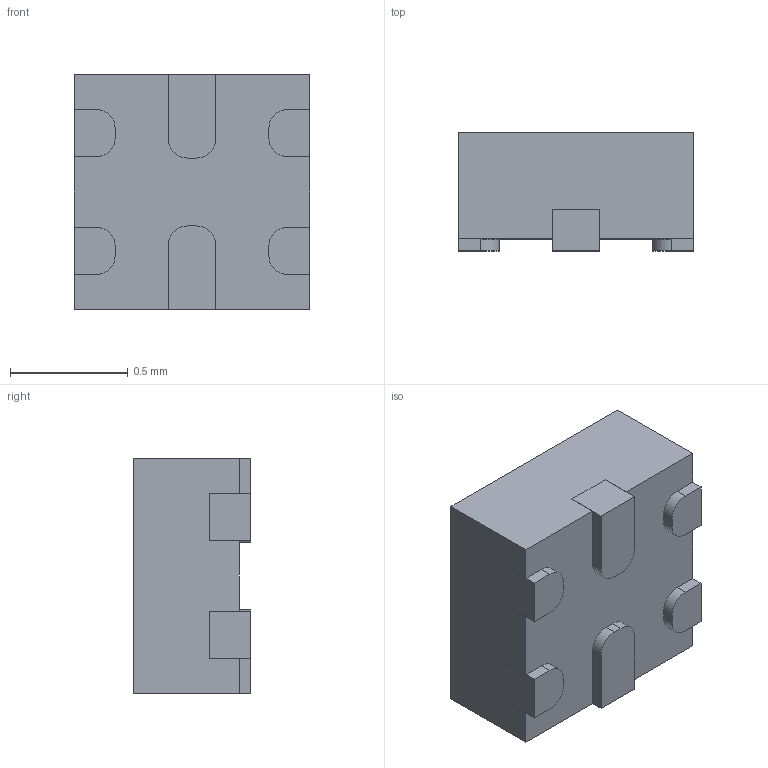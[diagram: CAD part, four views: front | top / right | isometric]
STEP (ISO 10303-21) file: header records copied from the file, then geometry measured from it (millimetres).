
FILE_DESCRIPTION (( 'STEP AP214' ), '1' );
FILE_NAME ('SKY13453-385LF.STEP', '2022-10-23T14:49:40', ( '' ), ( '' ), 'SwSTEP 2.0', 'SolidWorks 2017', '' );
FILE_SCHEMA (( 'AUTOMOTIVE_DESIGN' ));
Length unit declared in the file: millimetre
Products named in the file (1): SKY13453-385LF
Bounding box: 1 x 0.5 x 1 mm (x, y, z)
Volume: 0.5 mm3; surface area: 5.5 mm2
Topology: 8 solids, 8 shells, 95 faces, 234 edges, 156 vertices
Faces by surface type: plane 69, cylinder 26
Full cylindrical faces by diameter (mm): 0.1 x2
Entity records: 2887 total; most frequent: CARTESIAN_POINT 484, DIRECTION 476, ORIENTED_EDGE 464, EDGE_CURVE 232, VECTOR 180, LINE 180, VERTEX_POINT 156, AXIS2_PLACEMENT_3D 148
